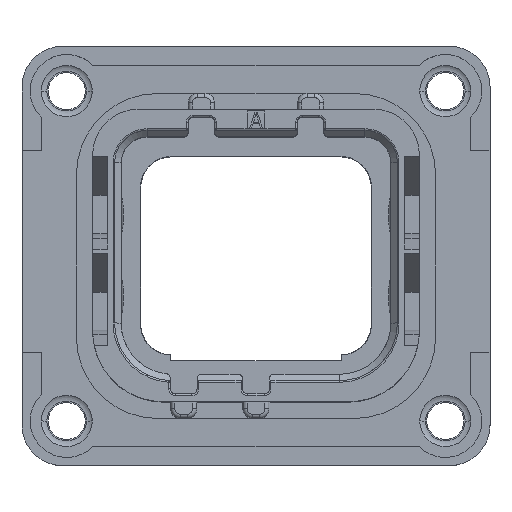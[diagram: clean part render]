
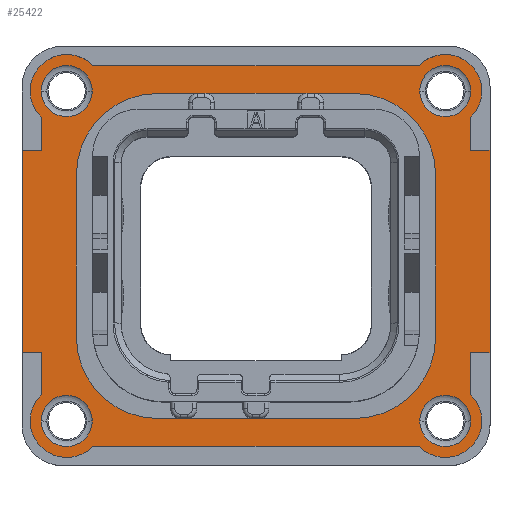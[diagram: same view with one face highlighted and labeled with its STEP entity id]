
A CAD part, top view. The second image highlights one B-rep face of the part: STEP entity #25422.
In plain terms, the highlighted planar face has unit normal (0, 0, 1).
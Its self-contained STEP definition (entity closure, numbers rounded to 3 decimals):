
#373=DIRECTION('',(0.,-1.,0.));
#374=VECTOR('',#373,12.45);
#375=CARTESIAN_POINT('',(-14.4,6.5,1.5));
#376=LINE('',#375,#374);
#436=CARTESIAN_POINT('',(-11.65,10.15,1.5));
#437=DIRECTION('',(0.,0.,1.));
#438=DIRECTION('',(0.716,0.698,0.));
#439=AXIS2_PLACEMENT_3D('',#436,#437,#438);
#449=CARTESIAN_POINT('',(11.65,10.15,1.5));
#450=DIRECTION('',(0.,0.,1.));
#451=DIRECTION('',(0.698,-0.716,0.));
#452=AXIS2_PLACEMENT_3D('',#449,#450,#451);
#459=DIRECTION('',(0.,1.,0.));
#460=VECTOR('',#459,2.588);
#461=CARTESIAN_POINT('',(13.22,-8.538,1.5));
#462=LINE('',#461,#460);
#463=DIRECTION('',(1.,0.,0.));
#464=VECTOR('',#463,20.077);
#465=CARTESIAN_POINT('',(-10.038,-11.72,1.5));
#466=LINE('',#465,#464);
#467=DIRECTION('',(0.,-1.,0.));
#468=VECTOR('',#467,2.588);
#469=CARTESIAN_POINT('',(-13.22,-5.95,1.5));
#470=LINE('',#469,#468);
#471=DIRECTION('',(1.,0.,0.));
#472=VECTOR('',#471,1.18);
#473=CARTESIAN_POINT('',(-14.4,-5.95,1.5));
#474=LINE('',#473,#472);
#475=DIRECTION('',(-1.,0.,0.));
#476=VECTOR('',#475,1.18);
#477=CARTESIAN_POINT('',(-13.22,6.5,1.5));
#478=LINE('',#477,#476);
#479=DIRECTION('',(0.,-1.,0.));
#480=VECTOR('',#479,2.038);
#481=CARTESIAN_POINT('',(-13.22,8.538,1.5));
#482=LINE('',#481,#480);
#483=DIRECTION('',(-1.,0.,0.));
#484=VECTOR('',#483,20.077);
#485=CARTESIAN_POINT('',(10.038,11.72,1.5));
#486=LINE('',#485,#484);
#487=DIRECTION('',(0.,1.,0.));
#488=VECTOR('',#487,2.038);
#489=CARTESIAN_POINT('',(13.22,6.5,1.5));
#490=LINE('',#489,#488);
#491=DIRECTION('',(-1.,0.,0.));
#492=VECTOR('',#491,1.18);
#493=CARTESIAN_POINT('',(14.4,6.5,1.5));
#494=LINE('',#493,#492);
#495=DIRECTION('',(1.,0.,0.));
#496=VECTOR('',#495,1.18);
#497=CARTESIAN_POINT('',(13.22,-5.95,1.5));
#498=LINE('',#497,#496);
#499=CARTESIAN_POINT('',(11.65,-10.15,1.5));
#500=DIRECTION('',(0.,0.,1.));
#501=DIRECTION('',(-1.,0.,0.));
#502=AXIS2_PLACEMENT_3D('',#499,#500,#501);
#504=CARTESIAN_POINT('',(-11.65,-10.15,1.5));
#505=DIRECTION('',(0.,0.,1.));
#506=DIRECTION('',(-1.,0.,0.));
#507=AXIS2_PLACEMENT_3D('',#504,#505,#506);
#509=CARTESIAN_POINT('',(-11.65,10.15,1.5));
#510=DIRECTION('',(0.,0.,1.));
#511=DIRECTION('',(1.,0.,0.));
#512=AXIS2_PLACEMENT_3D('',#509,#510,#511);
#514=CARTESIAN_POINT('',(11.65,10.15,1.5));
#515=DIRECTION('',(0.,0.,1.));
#516=DIRECTION('',(1.,0.,0.));
#517=AXIS2_PLACEMENT_3D('',#514,#515,#516);
#519=CARTESIAN_POINT('',(6.05,5.,1.5));
#520=DIRECTION('',(0.,0.,-1.));
#521=DIRECTION('',(0.,1.,0.));
#522=AXIS2_PLACEMENT_3D('',#519,#520,#521);
#524=DIRECTION('',(1.,0.,0.));
#525=VECTOR('',#524,12.1);
#526=CARTESIAN_POINT('',(-6.05,10.,1.5));
#527=LINE('',#526,#525);
#528=CARTESIAN_POINT('',(-6.05,5.,1.5));
#529=DIRECTION('',(0.,0.,-1.));
#530=DIRECTION('',(-1.,0.,0.));
#531=AXIS2_PLACEMENT_3D('',#528,#529,#530);
#533=DIRECTION('',(0.,1.,0.));
#534=VECTOR('',#533,10.);
#535=CARTESIAN_POINT('',(-11.05,-5.,1.5));
#536=LINE('',#535,#534);
#537=CARTESIAN_POINT('',(-6.05,-5.,1.5));
#538=DIRECTION('',(0.,0.,-1.));
#539=DIRECTION('',(0.,-1.,0.));
#540=AXIS2_PLACEMENT_3D('',#537,#538,#539);
#542=DIRECTION('',(-1.,0.,0.));
#543=VECTOR('',#542,12.1);
#544=CARTESIAN_POINT('',(6.05,-10.,1.5));
#545=LINE('',#544,#543);
#546=CARTESIAN_POINT('',(6.05,-5.,1.5));
#547=DIRECTION('',(0.,0.,-1.));
#548=DIRECTION('',(1.,0.,0.));
#549=AXIS2_PLACEMENT_3D('',#546,#547,#548);
#551=DIRECTION('',(0.,-1.,0.));
#552=VECTOR('',#551,10.);
#553=CARTESIAN_POINT('',(11.05,5.,1.5));
#554=LINE('',#553,#552);
#559=CARTESIAN_POINT('',(11.65,-10.15,1.5));
#560=DIRECTION('',(0.,0.,1.));
#561=DIRECTION('',(-0.716,-0.698,0.));
#562=AXIS2_PLACEMENT_3D('',#559,#560,#561);
#616=CARTESIAN_POINT('',(-11.65,-10.15,1.5));
#617=DIRECTION('',(0.,0.,1.));
#618=DIRECTION('',(-0.698,0.716,0.));
#619=AXIS2_PLACEMENT_3D('',#616,#617,#618);
#645=DIRECTION('',(0.,1.,0.));
#646=VECTOR('',#645,12.45);
#647=CARTESIAN_POINT('',(14.4,-5.95,1.5));
#648=LINE('',#647,#646);
#701=CARTESIAN_POINT('',(11.65,-10.15,1.5));
#702=DIRECTION('',(0.,0.,1.));
#703=DIRECTION('',(1.,0.,0.));
#704=AXIS2_PLACEMENT_3D('',#701,#702,#703);
#706=CARTESIAN_POINT('',(-11.65,-10.15,1.5));
#707=DIRECTION('',(0.,0.,1.));
#708=DIRECTION('',(1.,0.,0.));
#709=AXIS2_PLACEMENT_3D('',#706,#707,#708);
#727=CARTESIAN_POINT('',(-11.65,10.15,1.5));
#728=DIRECTION('',(0.,0.,1.));
#729=DIRECTION('',(-1.,0.,0.));
#730=AXIS2_PLACEMENT_3D('',#727,#728,#729);
#732=CARTESIAN_POINT('',(11.65,10.15,1.5));
#733=DIRECTION('',(0.,0.,1.));
#734=DIRECTION('',(-1.,0.,0.));
#735=AXIS2_PLACEMENT_3D('',#732,#733,#734);
#21829=CARTESIAN_POINT('',(-6.05,10.,1.5));
#21830=CARTESIAN_POINT('',(6.05,10.,1.5));
#21831=VERTEX_POINT('',#21829);
#21832=VERTEX_POINT('',#21830);
#21833=CARTESIAN_POINT('',(11.05,-5.,1.5));
#21834=CARTESIAN_POINT('',(6.05,-10.,1.5));
#21835=VERTEX_POINT('',#21833);
#21836=VERTEX_POINT('',#21834);
#21837=CARTESIAN_POINT('',(11.05,5.,1.5));
#21838=VERTEX_POINT('',#21837);
#21839=CARTESIAN_POINT('',(-11.05,5.,1.5));
#21840=VERTEX_POINT('',#21839);
#21841=CARTESIAN_POINT('',(-11.05,-5.,1.5));
#21842=VERTEX_POINT('',#21841);
#21843=CARTESIAN_POINT('',(-6.05,-10.,1.5));
#21844=VERTEX_POINT('',#21843);
#21875=CARTESIAN_POINT('',(14.4,-5.95,1.5));
#21876=CARTESIAN_POINT('',(14.4,6.5,1.5));
#21877=VERTEX_POINT('',#21875);
#21878=VERTEX_POINT('',#21876);
#21879=CARTESIAN_POINT('',(-14.4,6.5,1.5));
#21880=CARTESIAN_POINT('',(-14.4,-5.95,1.5));
#21881=VERTEX_POINT('',#21879);
#21882=VERTEX_POINT('',#21880);
#21883=CARTESIAN_POINT('',(10.08,10.15,1.5));
#21884=VERTEX_POINT('',#21883);
#21885=CARTESIAN_POINT('',(-10.08,10.15,1.5));
#21886=VERTEX_POINT('',#21885);
#21887=CARTESIAN_POINT('',(-10.08,-10.15,1.5));
#21888=VERTEX_POINT('',#21887);
#21889=CARTESIAN_POINT('',(10.08,-10.15,1.5));
#21890=VERTEX_POINT('',#21889);
#21891=CARTESIAN_POINT('',(-13.22,6.5,1.5));
#21892=VERTEX_POINT('',#21891);
#21893=CARTESIAN_POINT('',(13.22,6.5,1.5));
#21894=VERTEX_POINT('',#21893);
#21895=CARTESIAN_POINT('',(-13.22,-5.95,1.5));
#21896=VERTEX_POINT('',#21895);
#22211=CARTESIAN_POINT('',(13.22,-5.95,1.5));
#22212=VERTEX_POINT('',#22211);
#22538=CARTESIAN_POINT('',(13.22,8.538,1.5));
#22540=VERTEX_POINT('',#22538);
#22542=CARTESIAN_POINT('',(-10.038,-11.72,1.5));
#22544=VERTEX_POINT('',#22542);
#22546=CARTESIAN_POINT('',(10.038,-11.72,1.5));
#22548=VERTEX_POINT('',#22546);
#22550=CARTESIAN_POINT('',(-13.22,-8.538,1.5));
#22552=VERTEX_POINT('',#22550);
#22554=CARTESIAN_POINT('',(-10.038,11.72,1.5));
#22556=VERTEX_POINT('',#22554);
#22558=CARTESIAN_POINT('',(10.038,11.72,1.5));
#22560=VERTEX_POINT('',#22558);
#22562=CARTESIAN_POINT('',(-13.22,8.538,1.5));
#22564=VERTEX_POINT('',#22562);
#22566=CARTESIAN_POINT('',(13.22,-8.538,1.5));
#22568=VERTEX_POINT('',#22566);
#22570=CARTESIAN_POINT('',(13.22,10.15,1.5));
#22571=VERTEX_POINT('',#22570);
#22572=CARTESIAN_POINT('',(-13.22,10.15,1.5));
#22573=VERTEX_POINT('',#22572);
#22574=CARTESIAN_POINT('',(-13.22,-10.15,1.5));
#22575=VERTEX_POINT('',#22574);
#22576=CARTESIAN_POINT('',(13.22,-10.15,1.5));
#22577=VERTEX_POINT('',#22576);
#25345=CARTESIAN_POINT('',(0.,0.,1.5));
#25346=DIRECTION('',(0.,0.,1.));
#25347=DIRECTION('',(1.,0.,0.));
#25348=AXIS2_PLACEMENT_3D('',#25345,#25346,#25347);
#25349=PLANE('',#25348);
#25351=ORIENTED_EDGE('',*,*,#25350,.F.);
#25353=ORIENTED_EDGE('',*,*,#25352,.F.);
#25355=ORIENTED_EDGE('',*,*,#25354,.F.);
#25357=ORIENTED_EDGE('',*,*,#25356,.F.);
#25359=ORIENTED_EDGE('',*,*,#25358,.F.);
#25361=ORIENTED_EDGE('',*,*,#25360,.F.);
#25362=ORIENTED_EDGE('',*,*,#25258,.F.);
#25364=ORIENTED_EDGE('',*,*,#25363,.F.);
#25366=ORIENTED_EDGE('',*,*,#25365,.F.);
#25367=ORIENTED_EDGE('',*,*,#25310,.F.);
#25368=ORIENTED_EDGE('',*,*,#25326,.F.);
#25369=ORIENTED_EDGE('',*,*,#25336,.F.);
#25371=ORIENTED_EDGE('',*,*,#25370,.F.);
#25373=ORIENTED_EDGE('',*,*,#25372,.F.);
#25375=ORIENTED_EDGE('',*,*,#25374,.F.);
#25377=ORIENTED_EDGE('',*,*,#25376,.F.);
#25378=EDGE_LOOP('',(#25351,#25353,#25355,#25357,#25359,#25361,#25362,#25364,
#25366,#25367,#25368,#25369,#25371,#25373,#25375,#25377));
#25379=FACE_OUTER_BOUND('',#25378,.F.);
#25381=ORIENTED_EDGE('',*,*,#25380,.T.);
#25383=ORIENTED_EDGE('',*,*,#25382,.T.);
#25384=EDGE_LOOP('',(#25381,#25383));
#25385=FACE_BOUND('',#25384,.F.);
#25387=ORIENTED_EDGE('',*,*,#25386,.T.);
#25389=ORIENTED_EDGE('',*,*,#25388,.T.);
#25390=EDGE_LOOP('',(#25387,#25389));
#25391=FACE_BOUND('',#25390,.F.);
#25393=ORIENTED_EDGE('',*,*,#25392,.T.);
#25395=ORIENTED_EDGE('',*,*,#25394,.T.);
#25396=EDGE_LOOP('',(#25393,#25395));
#25397=FACE_BOUND('',#25396,.F.);
#25399=ORIENTED_EDGE('',*,*,#25398,.T.);
#25401=ORIENTED_EDGE('',*,*,#25400,.T.);
#25402=EDGE_LOOP('',(#25399,#25401));
#25403=FACE_BOUND('',#25402,.F.);
#25405=ORIENTED_EDGE('',*,*,#25404,.F.);
#25407=ORIENTED_EDGE('',*,*,#25406,.F.);
#25409=ORIENTED_EDGE('',*,*,#25408,.F.);
#25411=ORIENTED_EDGE('',*,*,#25410,.F.);
#25413=ORIENTED_EDGE('',*,*,#25412,.F.);
#25415=ORIENTED_EDGE('',*,*,#25414,.F.);
#25417=ORIENTED_EDGE('',*,*,#25416,.F.);
#25419=ORIENTED_EDGE('',*,*,#25418,.F.);
#25420=EDGE_LOOP('',(#25405,#25407,#25409,#25411,#25413,#25415,#25417,#25419));
#25421=FACE_BOUND('',#25420,.F.);
#25422=ADVANCED_FACE('',(#25379,#25385,#25391,#25397,#25403,#25421),#25349,.T.);
#440=CIRCLE('',#439,2.25);
#453=CIRCLE('',#452,2.25);
#503=CIRCLE('',#502,1.57);
#508=CIRCLE('',#507,1.57);
#513=CIRCLE('',#512,1.57);
#518=CIRCLE('',#517,1.57);
#523=CIRCLE('',#522,5.);
#532=CIRCLE('',#531,5.);
#541=CIRCLE('',#540,5.);
#550=CIRCLE('',#549,5.);
#563=CIRCLE('',#562,2.25);
#620=CIRCLE('',#619,2.25);
#705=CIRCLE('',#704,1.57);
#710=CIRCLE('',#709,1.57);
#731=CIRCLE('',#730,1.57);
#736=CIRCLE('',#735,1.57);
#25258=EDGE_CURVE('',#21881,#21882,#376,.T.);
#25310=EDGE_CURVE('',#22556,#22564,#440,.T.);
#25326=EDGE_CURVE('',#22560,#22556,#486,.T.);
#25336=EDGE_CURVE('',#22540,#22560,#453,.T.);
#25350=EDGE_CURVE('',#22568,#22212,#462,.T.);
#25352=EDGE_CURVE('',#22548,#22568,#563,.T.);
#25354=EDGE_CURVE('',#22544,#22548,#466,.T.);
#25356=EDGE_CURVE('',#22552,#22544,#620,.T.);
#25358=EDGE_CURVE('',#21896,#22552,#470,.T.);
#25360=EDGE_CURVE('',#21882,#21896,#474,.T.);
#25363=EDGE_CURVE('',#21892,#21881,#478,.T.);
#25365=EDGE_CURVE('',#22564,#21892,#482,.T.);
#25370=EDGE_CURVE('',#21894,#22540,#490,.T.);
#25372=EDGE_CURVE('',#21878,#21894,#494,.T.);
#25374=EDGE_CURVE('',#21877,#21878,#648,.T.);
#25376=EDGE_CURVE('',#22212,#21877,#498,.T.);
#25380=EDGE_CURVE('',#21890,#22577,#503,.T.);
#25382=EDGE_CURVE('',#22577,#21890,#705,.T.);
#25386=EDGE_CURVE('',#21888,#22575,#710,.T.);
#25388=EDGE_CURVE('',#22575,#21888,#508,.T.);
#25392=EDGE_CURVE('',#21886,#22573,#513,.T.);
#25394=EDGE_CURVE('',#22573,#21886,#731,.T.);
#25398=EDGE_CURVE('',#21884,#22571,#736,.T.);
#25400=EDGE_CURVE('',#22571,#21884,#518,.T.);
#25404=EDGE_CURVE('',#21832,#21838,#523,.T.);
#25406=EDGE_CURVE('',#21831,#21832,#527,.T.);
#25408=EDGE_CURVE('',#21840,#21831,#532,.T.);
#25410=EDGE_CURVE('',#21842,#21840,#536,.T.);
#25412=EDGE_CURVE('',#21844,#21842,#541,.T.);
#25414=EDGE_CURVE('',#21836,#21844,#545,.T.);
#25416=EDGE_CURVE('',#21835,#21836,#550,.T.);
#25418=EDGE_CURVE('',#21838,#21835,#554,.T.);
